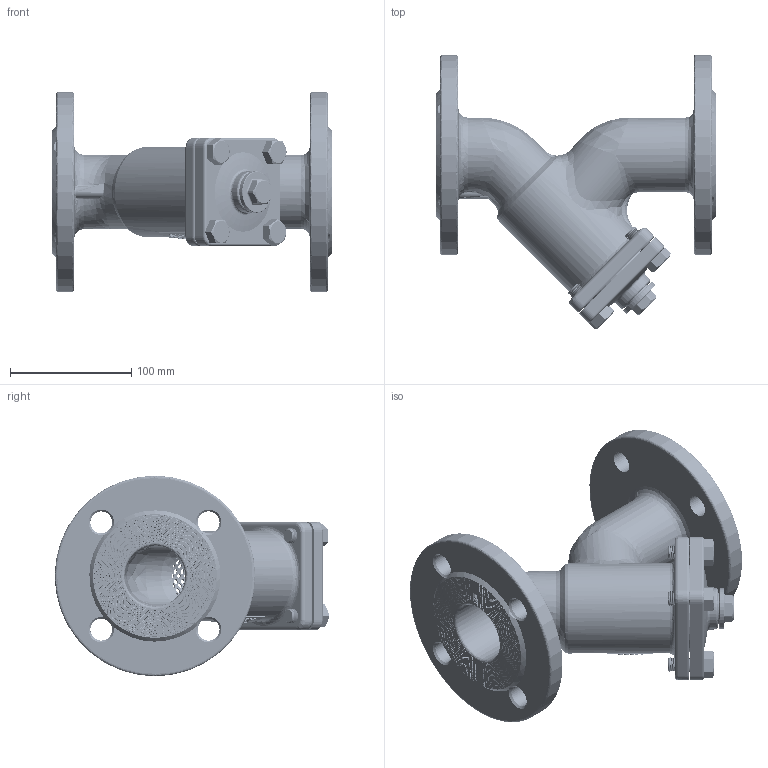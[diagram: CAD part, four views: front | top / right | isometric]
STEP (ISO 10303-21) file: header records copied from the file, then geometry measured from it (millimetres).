
FILE_DESCRIPTION (( 'STEP AP203' ), '1' );
FILE_NAME ('Series YS PN16 DN50.STEP', '2019-04-15T08:11:35', ( '' ), ( '' ), 'SwSTEP 2.0', 'SolidWorks 2013', '' );
FILE_SCHEMA (( 'CONFIG_CONTROL_DESIGN' ));
Products named in the file (1): Series YS PN16 DN50
Bounding box: 230 x 226.04 x 165 mm (x, y, z)
Volume: 1041210.2 mm3; surface area: 284458.1 mm2
Topology: 10 solids, 10 shells, 2478 faces, 6978 edges, 4587 vertices
Faces by surface type: cylinder 1346, bspline 467, cone 441, plane 220, torus 4
Entity records: 253894 total; most frequent: CARTESIAN_POINT 197518, ORIENTED_EDGE 13946, DIRECTION 7295, EDGE_CURVE 6973, VERTEX_POINT 4587, B_SPLINE_CURVE_WITH_KNOTS 4282, EDGE_LOOP 3592, AXIS2_PLACEMENT_3D 2705
